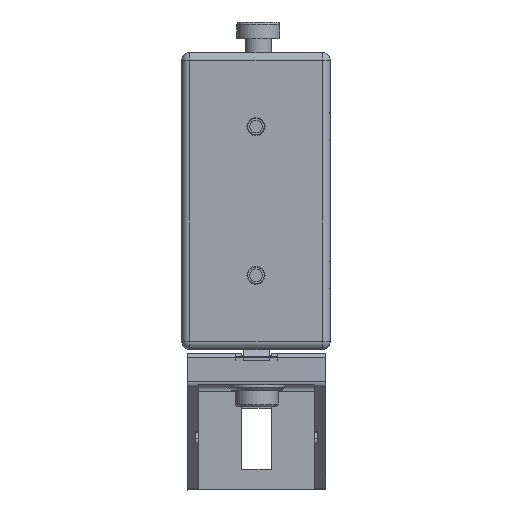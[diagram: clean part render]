
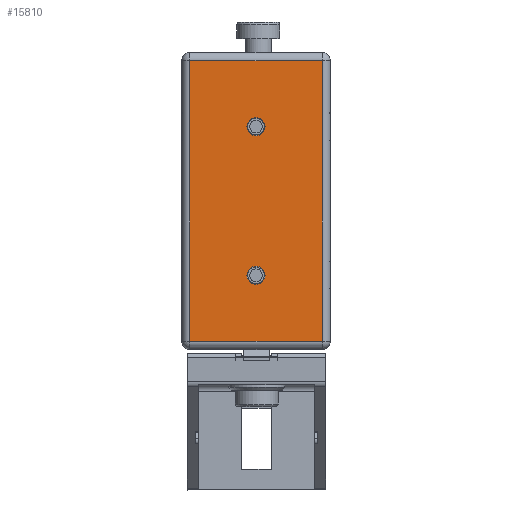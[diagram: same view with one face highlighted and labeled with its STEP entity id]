
A CAD part, front view. The second image highlights one B-rep face of the part: STEP entity #15810.
In plain terms, the highlighted planar face has unit normal (0, -1, 0).
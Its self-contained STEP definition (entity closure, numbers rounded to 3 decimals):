
#105=FACE_BOUND('',#2431,.T.);
#106=FACE_BOUND('',#2432,.T.);
#462=PLANE('',#17195);
#1526=FACE_OUTER_BOUND('',#2430,.T.);
#2430=EDGE_LOOP('',(#13592,#13593,#13594,#13595));
#2431=EDGE_LOOP('',(#13596));
#2432=EDGE_LOOP('',(#13597));
#3205=CIRCLE('',#17001,2.75);
#3235=CIRCLE('',#17038,2.75);
#4286=LINE('',#25029,#5904);
#4288=LINE('',#25046,#5906);
#4290=LINE('',#25049,#5908);
#4292=LINE('',#25052,#5910);
#5904=VECTOR('',#20312,85.);
#5906=VECTOR('',#20332,40.);
#5908=VECTOR('',#20336,85.);
#5910=VECTOR('',#20340,40.);
#7560=VERTEX_POINT('',#24876);
#7606=VERTEX_POINT('',#24982);
#7619=VERTEX_POINT('',#25017);
#7622=VERTEX_POINT('',#25024);
#7625=VERTEX_POINT('',#25034);
#7628=VERTEX_POINT('',#25041);
#9519=EDGE_CURVE('',#7560,#7560,#3205,.T.);
#9572=EDGE_CURVE('',#7606,#7606,#3235,.T.);
#9591=EDGE_CURVE('',#7619,#7622,#4286,.T.);
#9599=EDGE_CURVE('',#7622,#7628,#4288,.T.);
#9601=EDGE_CURVE('',#7628,#7625,#4290,.T.);
#9603=EDGE_CURVE('',#7625,#7619,#4292,.T.);
#13592=ORIENTED_EDGE('',*,*,#9591,.F.);
#13593=ORIENTED_EDGE('',*,*,#9603,.F.);
#13594=ORIENTED_EDGE('',*,*,#9601,.F.);
#13595=ORIENTED_EDGE('',*,*,#9599,.F.);
#13596=ORIENTED_EDGE('',*,*,#9572,.T.);
#13597=ORIENTED_EDGE('',*,*,#9519,.T.);
#15810=ADVANCED_FACE('',(#1526,#105,#106),#462,.T.);
#17001=AXIS2_PLACEMENT_3D('',#24878,#20163,#20164);
#17038=AXIS2_PLACEMENT_3D('',#24984,#20260,#20261);
#17195=AXIS2_PLACEMENT_3D('',#25424,#20691,#20692);
#20163=DIRECTION('center_axis',(0.,1.,0.));
#20164=DIRECTION('ref_axis',(-1.,0.,0.));
#20260=DIRECTION('center_axis',(0.,1.,0.));
#20261=DIRECTION('ref_axis',(-1.,0.,0.));
#20312=DIRECTION('',(0.,0.,-1.));
#20332=DIRECTION('',(-1.,0.,0.));
#20336=DIRECTION('',(0.,0.,1.));
#20340=DIRECTION('',(1.,0.,0.));
#20691=DIRECTION('center_axis',(0.,-1.,0.));
#20692=DIRECTION('ref_axis',(-1.,0.,0.));
#24876=CARTESIAN_POINT('',(25.217,-455.929,22.446));
#24878=CARTESIAN_POINT('Origin',(22.467,-455.929,22.446));
#24982=CARTESIAN_POINT('',(25.217,-455.929,67.446));
#24984=CARTESIAN_POINT('Origin',(22.467,-455.929,67.446));
#25017=CARTESIAN_POINT('',(42.467,-455.929,87.446));
#25024=CARTESIAN_POINT('',(42.467,-455.929,2.446));
#25029=CARTESIAN_POINT('',(42.467,-455.929,87.446));
#25034=CARTESIAN_POINT('',(2.467,-455.929,87.446));
#25041=CARTESIAN_POINT('',(2.467,-455.929,2.446));
#25046=CARTESIAN_POINT('',(42.467,-455.929,2.446));
#25049=CARTESIAN_POINT('',(2.467,-455.929,2.446));
#25052=CARTESIAN_POINT('',(2.467,-455.929,87.446));
#25424=CARTESIAN_POINT('Origin',(22.467,-455.929,22.446));
